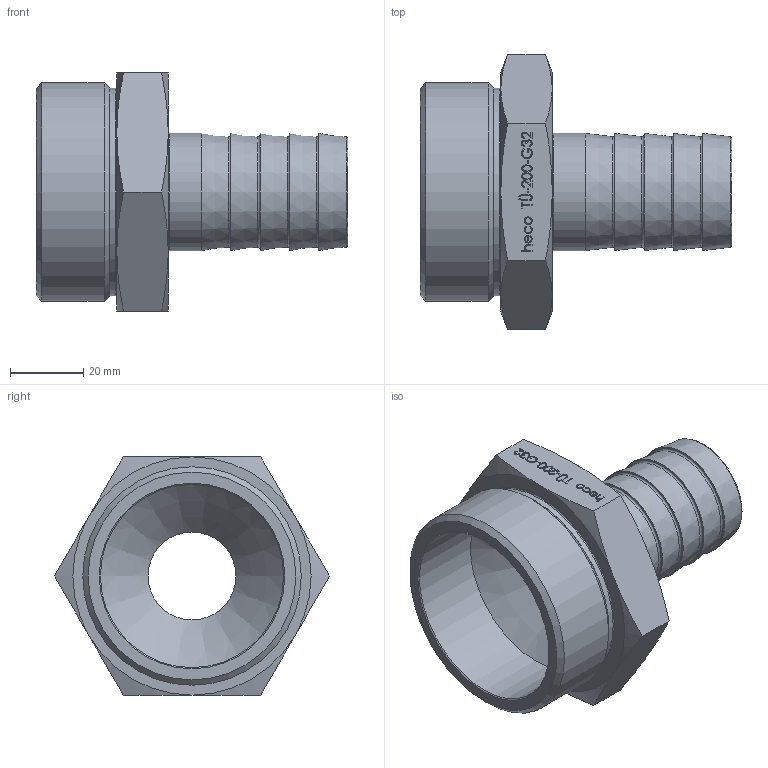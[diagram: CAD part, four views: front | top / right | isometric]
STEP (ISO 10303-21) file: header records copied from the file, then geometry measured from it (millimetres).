
FILE_DESCRIPTION (( 'STEP AP214' ), '1' );
FILE_NAME ('TÜ-200-G32-x Schlauchtülle 6Kt zyl 2401.STEP', '2024-01-30T08:52:56', ( '' ), ( '' ), 'SwSTEP 2.0', 'SolidWorks 2019', '' );
FILE_SCHEMA (( 'AUTOMOTIVE_DESIGN' ));
Length unit declared in the file: millimetre
Products named in the file (1): TÜ-200-G32-x Schlauchtülle 6Kt zyl 2401
Bounding box: 85 x 75.06 x 65 mm (x, y, z)
Volume: 71472.6 mm3; surface area: 26233.4 mm2
Topology: 1 solids, 1 shells, 227 faces, 585 edges, 382 vertices
Faces by surface type: bspline 103, plane 84, cone 26, torus 9, cylinder 5
Full cylindrical faces by diameter (mm): 24 x1, 32 x1, 50 x1, 56.65 x1, 59.61 x1
Entity records: 14380 total; most frequent: CARTESIAN_POINT 7836, ORIENTED_EDGE 1088, DIRECTION 607, EDGE_CURVE 544, VERTEX_POINT 369, EDGE_LOOP 279, LINE 271, VECTOR 271
